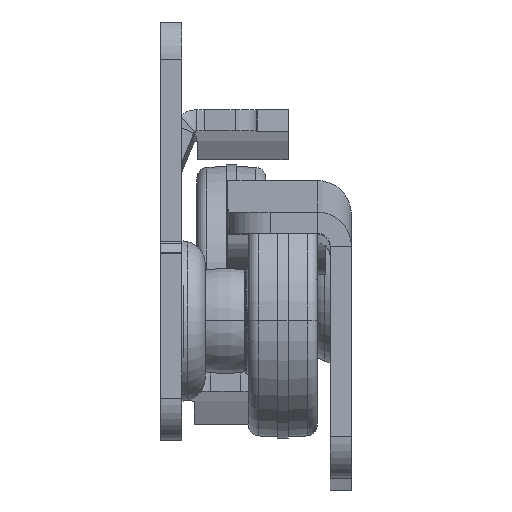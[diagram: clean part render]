
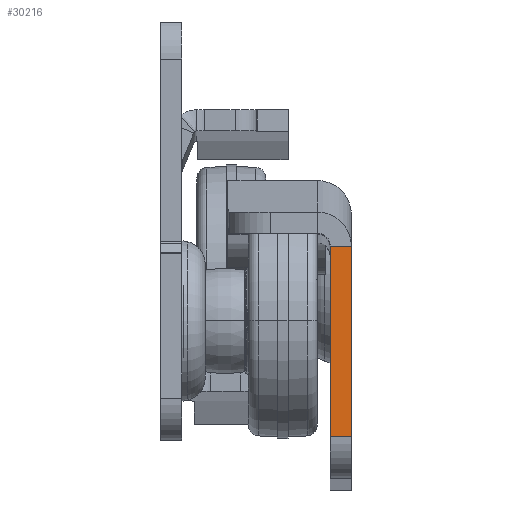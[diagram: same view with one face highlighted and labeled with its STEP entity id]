
A CAD part, top view. The second image highlights one B-rep face of the part: STEP entity #30216.
In plain terms, the highlighted planar face has unit normal (0, 0, 1).
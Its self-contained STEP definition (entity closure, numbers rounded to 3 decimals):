
#3952 = CARTESIAN_POINT ( 'NONE',  ( 0., -11.75, 595.5 ) ) ;
#4070 = CARTESIAN_POINT ( 'NONE',  ( 0., -7.75, 595.5 ) ) ;
#5150 = ORIENTED_EDGE ( 'NONE', *, *, #11980, .T. ) ;
#5717 = DIRECTION ( 'NONE',  ( 0., 0., 1. ) ) ;
#7214 = CARTESIAN_POINT ( 'NONE',  ( -2., -7.75, 595.5 ) ) ;
#10247 = VERTEX_POINT ( 'NONE', #13484 ) ;
#11980 = EDGE_CURVE ( 'NONE', #10247, #31571, #40887, .T. ) ;
#13484 = CARTESIAN_POINT ( 'NONE',  ( -2., 10.226, 595.5 ) ) ;
#14505 = EDGE_CURVE ( 'NONE', #31571, #23348, #52126, .T. ) ;
#15123 = VERTEX_POINT ( 'NONE', #43717 ) ;
#15747 = DIRECTION ( 'NONE',  ( 0., -1., 0. ) ) ;
#16577 = DIRECTION ( 'NONE',  ( 0., -1., 0. ) ) ;
#17239 = CARTESIAN_POINT ( 'NONE',  ( -2., -7.75, 595.5 ) ) ;
#22337 = LINE ( 'NONE', #29541, #51789 ) ;
#22588 = DIRECTION ( 'NONE',  ( 1., 0., 0. ) ) ;
#23348 = VERTEX_POINT ( 'NONE', #4070 ) ;
#25272 = EDGE_CURVE ( 'NONE', #15123, #23348, #52334, .T. ) ;
#26594 = DIRECTION ( 'NONE',  ( 1., 0., 0. ) ) ;
#26600 = PLANE ( 'NONE',  #46725 ) ;
#27005 = DIRECTION ( 'NONE',  ( 1., 0., 0. ) ) ;
#28276 = ORIENTED_EDGE ( 'NONE', *, *, #14505, .T. ) ;
#29541 = CARTESIAN_POINT ( 'NONE',  ( -2., 10.226, 595.5 ) ) ;
#30216 = ADVANCED_FACE ( 'NONE', ( #46611 ), #26600, .T. ) ;
#31571 = VERTEX_POINT ( 'NONE', #17239 ) ;
#31721 = EDGE_LOOP ( 'NONE', ( #43994, #5150, #28276, #43090 ) ) ;
#34898 = VECTOR ( 'NONE', #16577, 1000. ) ;
#40887 = LINE ( 'NONE', #52883, #34898 ) ;
#42599 = EDGE_CURVE ( 'NONE', #10247, #15123, #22337, .T. ) ;
#43090 = ORIENTED_EDGE ( 'NONE', *, *, #25272, .F. ) ;
#43359 = VECTOR ( 'NONE', #27005, 1000. ) ;
#43717 = CARTESIAN_POINT ( 'NONE',  ( 0., 10.226, 595.5 ) ) ;
#43869 = VECTOR ( 'NONE', #15747, 1000. ) ;
#43994 = ORIENTED_EDGE ( 'NONE', *, *, #42599, .F. ) ;
#46611 = FACE_OUTER_BOUND ( 'NONE', #31721, .T. ) ;
#46725 = AXIS2_PLACEMENT_3D ( 'NONE', #50618, #5717, #22588 ) ;
#50618 = CARTESIAN_POINT ( 'NONE',  ( -2., -11.75, 595.5 ) ) ;
#51789 = VECTOR ( 'NONE', #26594, 1000. ) ;
#52126 = LINE ( 'NONE', #7214, #43359 ) ;
#52334 = LINE ( 'NONE', #3952, #43869 ) ;
#52883 = CARTESIAN_POINT ( 'NONE',  ( -2., -11.75, 595.5 ) ) ;
